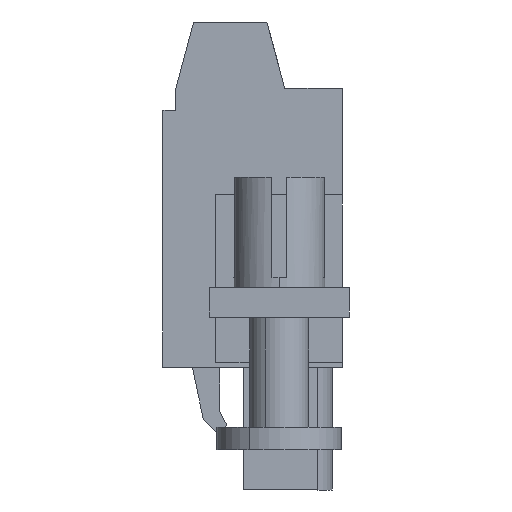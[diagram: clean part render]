
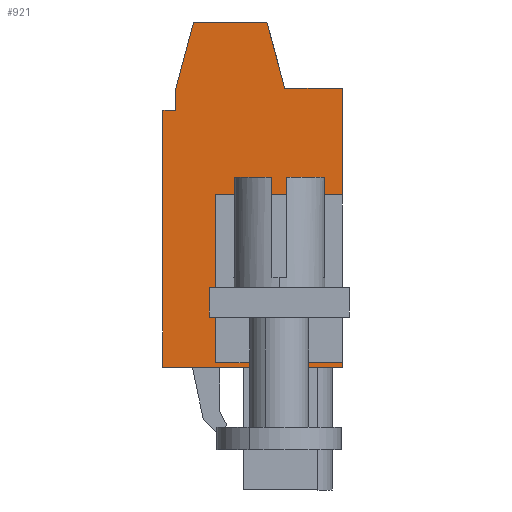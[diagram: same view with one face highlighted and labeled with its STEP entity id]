
A CAD part, left-side view. The second image highlights one B-rep face of the part: STEP entity #921.
In plain terms, the highlighted planar face has unit normal (-1, 0, 0).
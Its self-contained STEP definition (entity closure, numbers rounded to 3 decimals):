
#829=AXIS2_PLACEMENT_3D('Plane Axis2P3D',#826,#827,#828) ;
#49=CARTESIAN_POINT('Vertex',(12.1,12.65,25.8)) ;
#52=CARTESIAN_POINT('Line Origine',(12.1,12.213,25.8)) ;
#56=CARTESIAN_POINT('Vertex',(12.1,11.775,25.8)) ;
#129=CARTESIAN_POINT('Vertex',(12.1,12.65,8.35)) ;
#132=CARTESIAN_POINT('Line Origine',(12.1,12.65,17.075)) ;
#826=CARTESIAN_POINT('Axis2P3D Location',(12.1,0.,0.)) ;
#831=CARTESIAN_POINT('Line Origine',(12.1,0.45,23.675)) ;
#835=CARTESIAN_POINT('Vertex',(12.1,0.45,20.05)) ;
#837=CARTESIAN_POINT('Vertex',(12.1,0.45,27.3)) ;
#840=CARTESIAN_POINT('Line Origine',(12.1,2.412,27.3)) ;
#844=CARTESIAN_POINT('Vertex',(12.1,4.375,27.3)) ;
#847=CARTESIAN_POINT('Line Origine',(12.1,4.978,29.55)) ;
#851=CARTESIAN_POINT('Vertex',(12.1,5.581,31.8)) ;
#854=CARTESIAN_POINT('Line Origine',(12.1,8.075,31.8)) ;
#858=CARTESIAN_POINT('Vertex',(12.1,10.569,31.8)) ;
#861=CARTESIAN_POINT('Line Origine',(12.1,11.172,29.55)) ;
#865=CARTESIAN_POINT('Vertex',(12.1,11.775,27.3)) ;
#868=CARTESIAN_POINT('Line Origine',(12.1,11.775,26.55)) ;
#873=CARTESIAN_POINT('Line Origine',(12.1,6.55,8.35)) ;
#877=CARTESIAN_POINT('Vertex',(12.1,0.45,8.35)) ;
#880=CARTESIAN_POINT('Line Origine',(12.1,0.45,8.5)) ;
#884=CARTESIAN_POINT('Vertex',(12.1,0.45,8.65)) ;
#887=CARTESIAN_POINT('Line Origine',(12.1,4.75,8.65)) ;
#891=CARTESIAN_POINT('Vertex',(12.1,9.05,8.65)) ;
#894=CARTESIAN_POINT('Line Origine',(12.1,9.05,14.35)) ;
#898=CARTESIAN_POINT('Vertex',(12.1,9.05,20.05)) ;
#901=CARTESIAN_POINT('Line Origine',(12.1,4.75,20.05)) ;
#53=DIRECTION('Vector Direction',(0.,1.,0.)) ;
#133=DIRECTION('Vector Direction',(0.,0.,-1.)) ;
#827=DIRECTION('Axis2P3D Direction',(-1.,0.,0.)) ;
#828=DIRECTION('Axis2P3D XDirection',(0.,0.,1.)) ;
#832=DIRECTION('Vector Direction',(0.,0.,1.)) ;
#841=DIRECTION('Vector Direction',(0.,1.,0.)) ;
#848=DIRECTION('Vector Direction',(0.,0.259,0.966)) ;
#855=DIRECTION('Vector Direction',(0.,1.,0.)) ;
#862=DIRECTION('Vector Direction',(0.,0.259,-0.966)) ;
#869=DIRECTION('Vector Direction',(0.,0.,-1.)) ;
#874=DIRECTION('Vector Direction',(0.,-1.,0.)) ;
#881=DIRECTION('Vector Direction',(0.,0.,1.)) ;
#888=DIRECTION('Vector Direction',(0.,-1.,0.)) ;
#895=DIRECTION('Vector Direction',(0.,0.,-1.)) ;
#902=DIRECTION('Vector Direction',(0.,-1.,0.)) ;
#54=VECTOR('Line Direction',#53,1.) ;
#134=VECTOR('Line Direction',#133,1.) ;
#833=VECTOR('Line Direction',#832,1.) ;
#842=VECTOR('Line Direction',#841,1.) ;
#849=VECTOR('Line Direction',#848,1.) ;
#856=VECTOR('Line Direction',#855,1.) ;
#863=VECTOR('Line Direction',#862,1.) ;
#870=VECTOR('Line Direction',#869,1.) ;
#875=VECTOR('Line Direction',#874,1.) ;
#882=VECTOR('Line Direction',#881,1.) ;
#889=VECTOR('Line Direction',#888,1.) ;
#896=VECTOR('Line Direction',#895,1.) ;
#903=VECTOR('Line Direction',#902,1.) ;
#907=ORIENTED_EDGE('',*,*,#839,.T.) ;
#908=ORIENTED_EDGE('',*,*,#846,.T.) ;
#909=ORIENTED_EDGE('',*,*,#853,.T.) ;
#910=ORIENTED_EDGE('',*,*,#860,.T.) ;
#911=ORIENTED_EDGE('',*,*,#867,.T.) ;
#912=ORIENTED_EDGE('',*,*,#872,.T.) ;
#913=ORIENTED_EDGE('',*,*,#58,.T.) ;
#914=ORIENTED_EDGE('',*,*,#136,.T.) ;
#915=ORIENTED_EDGE('',*,*,#879,.T.) ;
#916=ORIENTED_EDGE('',*,*,#886,.T.) ;
#917=ORIENTED_EDGE('',*,*,#893,.F.) ;
#918=ORIENTED_EDGE('',*,*,#900,.F.) ;
#919=ORIENTED_EDGE('',*,*,#905,.T.) ;
#921=ADVANCED_FACE('HOUSING',(#920),#830,.T.) ;
#58=EDGE_CURVE('',#57,#50,#55,.T.) ;
#136=EDGE_CURVE('',#50,#130,#135,.T.) ;
#839=EDGE_CURVE('',#836,#838,#834,.T.) ;
#846=EDGE_CURVE('',#838,#845,#843,.T.) ;
#853=EDGE_CURVE('',#845,#852,#850,.T.) ;
#860=EDGE_CURVE('',#852,#859,#857,.T.) ;
#867=EDGE_CURVE('',#859,#866,#864,.T.) ;
#872=EDGE_CURVE('',#866,#57,#871,.T.) ;
#879=EDGE_CURVE('',#130,#878,#876,.T.) ;
#886=EDGE_CURVE('',#878,#885,#883,.T.) ;
#893=EDGE_CURVE('',#892,#885,#890,.T.) ;
#900=EDGE_CURVE('',#899,#892,#897,.T.) ;
#905=EDGE_CURVE('',#899,#836,#904,.T.) ;
#906=EDGE_LOOP('',(#907,#908,#909,#910,#911,#912,#913,#914,#915,#916,#917,#918,#919)) ;
#920=FACE_OUTER_BOUND('',#906,.T.) ;
#55=LINE('Line',#52,#54) ;
#135=LINE('Line',#132,#134) ;
#834=LINE('Line',#831,#833) ;
#843=LINE('Line',#840,#842) ;
#850=LINE('Line',#847,#849) ;
#857=LINE('Line',#854,#856) ;
#864=LINE('Line',#861,#863) ;
#871=LINE('Line',#868,#870) ;
#876=LINE('Line',#873,#875) ;
#883=LINE('Line',#880,#882) ;
#890=LINE('Line',#887,#889) ;
#897=LINE('Line',#894,#896) ;
#904=LINE('Line',#901,#903) ;
#830=PLANE('',#829) ;
#50=VERTEX_POINT('',#49) ;
#57=VERTEX_POINT('',#56) ;
#130=VERTEX_POINT('',#129) ;
#836=VERTEX_POINT('',#835) ;
#838=VERTEX_POINT('',#837) ;
#845=VERTEX_POINT('',#844) ;
#852=VERTEX_POINT('',#851) ;
#859=VERTEX_POINT('',#858) ;
#866=VERTEX_POINT('',#865) ;
#878=VERTEX_POINT('',#877) ;
#885=VERTEX_POINT('',#884) ;
#892=VERTEX_POINT('',#891) ;
#899=VERTEX_POINT('',#898) ;
